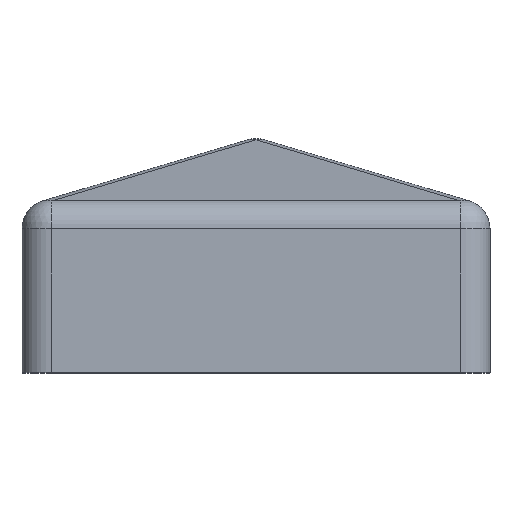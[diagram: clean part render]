
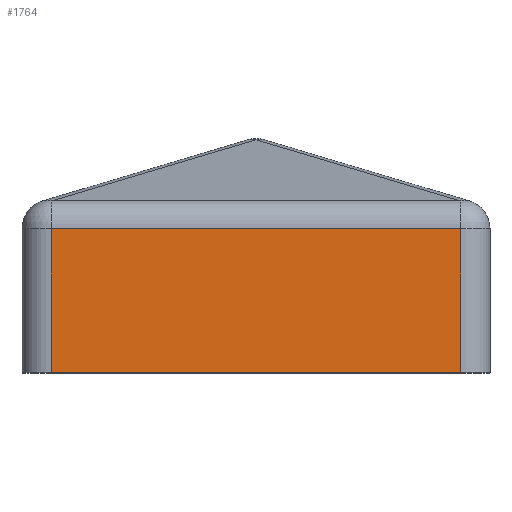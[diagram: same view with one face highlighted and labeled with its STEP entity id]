
A CAD part, top view. The second image highlights one B-rep face of the part: STEP entity #1764.
In plain terms, the highlighted planar face has unit normal (0, 0, 1).
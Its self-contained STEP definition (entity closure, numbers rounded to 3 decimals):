
#2 = CARTESIAN_POINT ( 'NONE',  ( -12., 0., 17. ) ) ;
#190 = CARTESIAN_POINT ( 'NONE',  ( 10.5, 30., 17. ) ) ;
#290 = LINE ( 'NONE', #3541, #13463 ) ;
#321 = EDGE_CURVE ( 'NONE', #4831, #4048, #9632, .T. ) ;
#1121 = CARTESIAN_POINT ( 'NONE',  ( -12., 7.35, 17. ) ) ;
#1764 = ADVANCED_FACE ( 'NONE', ( #2057 ), #5881, .F. ) ;
#2057 = FACE_OUTER_BOUND ( 'NONE', #5117, .T. ) ;
#2062 = CARTESIAN_POINT ( 'NONE',  ( -10.5, 7.35, 17. ) ) ;
#2172 = CARTESIAN_POINT ( 'NONE',  ( 10.5, 0., 17. ) ) ;
#2247 = VECTOR ( 'NONE', #8677, 1000. ) ;
#2996 = EDGE_CURVE ( 'NONE', #12606, #4774, #7024, .T. ) ;
#3541 = CARTESIAN_POINT ( 'NONE',  ( -10.5, 30., 17. ) ) ;
#4048 = VERTEX_POINT ( 'NONE', #6225 ) ;
#4774 = VERTEX_POINT ( 'NONE', #2172 ) ;
#4831 = VERTEX_POINT ( 'NONE', #2062 ) ;
#5117 = EDGE_LOOP ( 'NONE', ( #12754, #8073, #5869, #13547 ) ) ;
#5869 = ORIENTED_EDGE ( 'NONE', *, *, #321, .F. ) ;
#5881 = PLANE ( 'NONE',  #12913 ) ;
#6225 = CARTESIAN_POINT ( 'NONE',  ( 10.5, 7.35, 17. ) ) ;
#6459 = DIRECTION ( 'NONE',  ( 1., 0., 0. ) ) ;
#7024 = LINE ( 'NONE', #2, #7696 ) ;
#7268 = CARTESIAN_POINT ( 'NONE',  ( -10.5, 0., 17. ) ) ;
#7603 = EDGE_CURVE ( 'NONE', #4831, #12606, #290, .T. ) ;
#7696 = VECTOR ( 'NONE', #6459, 1000. ) ;
#7740 = DIRECTION ( 'NONE',  ( 0., 1., 0. ) ) ;
#8073 = ORIENTED_EDGE ( 'NONE', *, *, #12234, .T. ) ;
#8677 = DIRECTION ( 'NONE',  ( 1., 0., 0. ) ) ;
#9185 = CARTESIAN_POINT ( 'NONE',  ( -12., 30., 17. ) ) ;
#9632 = LINE ( 'NONE', #1121, #2247 ) ;
#10266 = DIRECTION ( 'NONE',  ( 0., 0., -1. ) ) ;
#10877 = VECTOR ( 'NONE', #7740, 1000. ) ;
#11129 = DIRECTION ( 'NONE',  ( 0., -1., 0. ) ) ;
#12234 = EDGE_CURVE ( 'NONE', #4774, #4048, #13432, .T. ) ;
#12606 = VERTEX_POINT ( 'NONE', #7268 ) ;
#12754 = ORIENTED_EDGE ( 'NONE', *, *, #2996, .T. ) ;
#12913 = AXIS2_PLACEMENT_3D ( 'NONE', #9185, #10266, #13431 ) ;
#13431 = DIRECTION ( 'NONE',  ( -1., 0., 0. ) ) ;
#13432 = LINE ( 'NONE', #190, #10877 ) ;
#13463 = VECTOR ( 'NONE', #11129, 1000. ) ;
#13547 = ORIENTED_EDGE ( 'NONE', *, *, #7603, .T. ) ;
